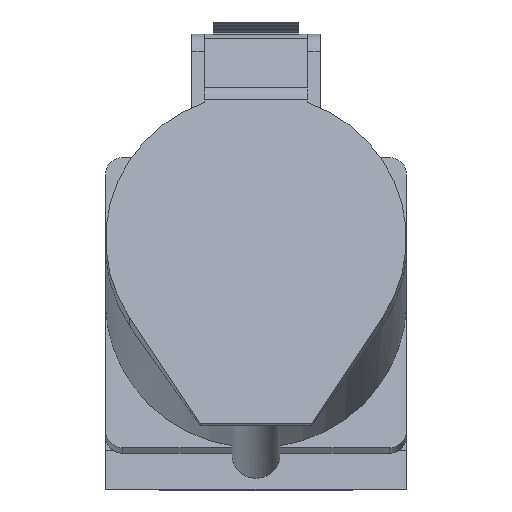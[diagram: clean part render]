
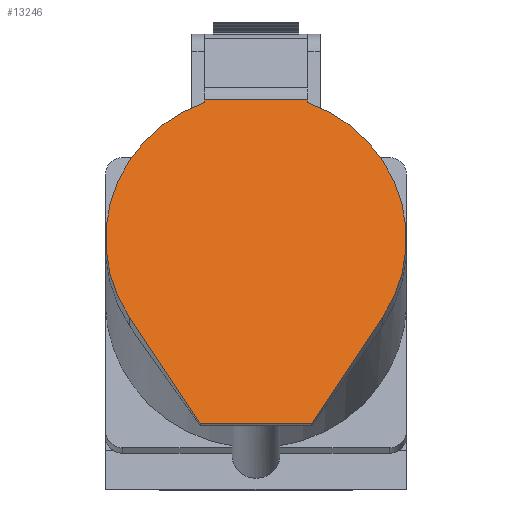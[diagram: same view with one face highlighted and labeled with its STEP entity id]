
A CAD part, top view. The second image highlights one B-rep face of the part: STEP entity #13246.
In plain terms, the highlighted planar face has unit normal (0, 0.259, 0.966).
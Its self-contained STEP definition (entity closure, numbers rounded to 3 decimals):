
#146 = LINE ( 'NONE', #6579, #17981 ) ;
#556 = ORIENTED_EDGE ( 'NONE', *, *, #8343, .T. ) ;
#1215 = CARTESIAN_POINT ( 'NONE',  ( 0., 37.422, 139.66 ) ) ;
#1465 = ORIENTED_EDGE ( 'NONE', *, *, #8039, .T. ) ;
#2076 = VECTOR ( 'NONE', #10536, 1000. ) ;
#2794 = AXIS2_PLACEMENT_3D ( 'NONE', #1215, #4731, #16749 ) ;
#2977 = PLANE ( 'NONE',  #2794 ) ;
#3608 = CARTESIAN_POINT ( 'NONE',  ( 29.441, 39.957, 138.981 ) ) ;
#4351 = CARTESIAN_POINT ( 'NONE',  ( 13., 15.256, 145.599 ) ) ;
#4538 = VECTOR ( 'NONE', #7867, 1000. ) ;
#4731 = DIRECTION ( 'NONE',  ( 0., 0.259, 0.966 ) ) ;
#5381 = LINE ( 'NONE', #21925, #18529 ) ;
#5417 = CIRCLE ( 'NONE', #7179, 35. ) ;
#5794 = CARTESIAN_POINT ( 'NONE',  ( -12., 89.998, 125.572 ) ) ;
#5950 = DIRECTION ( 'NONE',  ( 0., 0.259, 0.966 ) ) ;
#6308 = EDGE_CURVE ( 'NONE', #12646, #16087, #21261, .T. ) ;
#6509 = EDGE_CURVE ( 'NONE', #17440, #12278, #5417, .T. ) ;
#6579 = CARTESIAN_POINT ( 'NONE',  ( 0., 90.627, 125.404 ) ) ;
#6906 = VERTEX_POINT ( 'NONE', #9853 ) ;
#7179 = AXIS2_PLACEMENT_3D ( 'NONE', #16229, #5950, #17927 ) ;
#7403 = CARTESIAN_POINT ( 'NONE',  ( -13., 15.256, 145.599 ) ) ;
#7510 = AXIS2_PLACEMENT_3D ( 'NONE', #18480, #8285, #20237 ) ;
#7867 = DIRECTION ( 'NONE',  ( 1., 0., 0. ) ) ;
#7979 = CARTESIAN_POINT ( 'NONE',  ( 12., 90.627, 125.404 ) ) ;
#8039 = EDGE_CURVE ( 'NONE', #16087, #13128, #5381, .T. ) ;
#8069 = EDGE_CURVE ( 'NONE', #13128, #6906, #146, .T. ) ;
#8107 = EDGE_CURVE ( 'NONE', #17440, #6906, #12933, .T. ) ;
#8250 = EDGE_CURVE ( 'NONE', #12278, #16534, #19885, .T. ) ;
#8285 = DIRECTION ( 'NONE',  ( 0., 0.259, 0.966 ) ) ;
#8343 = EDGE_CURVE ( 'NONE', #16534, #13061, #14275, .T. ) ;
#8373 = EDGE_CURVE ( 'NONE', #13061, #12646, #17697, .T. ) ;
#8955 = ORIENTED_EDGE ( 'NONE', *, *, #6509, .T. ) ;
#9853 = CARTESIAN_POINT ( 'NONE',  ( -12., 90.627, 125.404 ) ) ;
#10028 = DIRECTION ( 'NONE',  ( 0., 0.966, -0.259 ) ) ;
#10250 = DIRECTION ( 'NONE',  ( 0., 0.966, -0.259 ) ) ;
#10536 = DIRECTION ( 'NONE',  ( 0.541, -0.812, 0.218 ) ) ;
#11482 = DIRECTION ( 'NONE',  ( 0.541, 0.812, -0.218 ) ) ;
#11797 = DIRECTION ( 'NONE',  ( -1., 0., 0. ) ) ;
#12278 = VERTEX_POINT ( 'NONE', #15816 ) ;
#12646 = VERTEX_POINT ( 'NONE', #3608 ) ;
#12933 = LINE ( 'NONE', #22149, #14020 ) ;
#13061 = VERTEX_POINT ( 'NONE', #4351 ) ;
#13128 = VERTEX_POINT ( 'NONE', #7979 ) ;
#13246 = ADVANCED_FACE ( 'NONE', ( #14391 ), #2977, .T. ) ;
#14020 = VECTOR ( 'NONE', #10250, 1000. ) ;
#14275 = LINE ( 'NONE', #19672, #4538 ) ;
#14391 = FACE_OUTER_BOUND ( 'NONE', #22112, .T. ) ;
#15282 = ORIENTED_EDGE ( 'NONE', *, *, #8069, .T. ) ;
#15816 = CARTESIAN_POINT ( 'NONE',  ( -29.441, 39.957, 138.981 ) ) ;
#16087 = VERTEX_POINT ( 'NONE', #21188 ) ;
#16229 = CARTESIAN_POINT ( 'NONE',  ( 0., 58.239, 134.082 ) ) ;
#16354 = ORIENTED_EDGE ( 'NONE', *, *, #8373, .T. ) ;
#16534 = VERTEX_POINT ( 'NONE', #7403 ) ;
#16749 = DIRECTION ( 'NONE',  ( 0., -0.966, 0.259 ) ) ;
#17072 = ORIENTED_EDGE ( 'NONE', *, *, #8250, .T. ) ;
#17440 = VERTEX_POINT ( 'NONE', #5794 ) ;
#17697 = LINE ( 'NONE', #18148, #21735 ) ;
#17927 = DIRECTION ( 'NONE',  ( 0., -0.966, 0.259 ) ) ;
#17981 = VECTOR ( 'NONE', #11797, 1000. ) ;
#18148 = CARTESIAN_POINT ( 'NONE',  ( 13., 15.256, 145.599 ) ) ;
#18480 = CARTESIAN_POINT ( 'NONE',  ( 0., 58.239, 134.082 ) ) ;
#18529 = VECTOR ( 'NONE', #10028, 1000. ) ;
#18573 = ORIENTED_EDGE ( 'NONE', *, *, #8107, .F. ) ;
#19231 = CARTESIAN_POINT ( 'NONE',  ( -29.441, 39.957, 138.981 ) ) ;
#19672 = CARTESIAN_POINT ( 'NONE',  ( -13., 15.256, 145.599 ) ) ;
#19885 = LINE ( 'NONE', #19231, #2076 ) ;
#20237 = DIRECTION ( 'NONE',  ( 0., -0.966, 0.259 ) ) ;
#20641 = ORIENTED_EDGE ( 'NONE', *, *, #6308, .T. ) ;
#21188 = CARTESIAN_POINT ( 'NONE',  ( 12., 89.998, 125.572 ) ) ;
#21261 = CIRCLE ( 'NONE', #7510, 35. ) ;
#21735 = VECTOR ( 'NONE', #11482, 1000. ) ;
#21925 = CARTESIAN_POINT ( 'NONE',  ( 12., 37.422, 139.66 ) ) ;
#22112 = EDGE_LOOP ( 'NONE', ( #1465, #15282, #18573, #8955, #17072, #556, #16354, #20641 ) ) ;
#22149 = CARTESIAN_POINT ( 'NONE',  ( -12., 37.422, 139.66 ) ) ;
